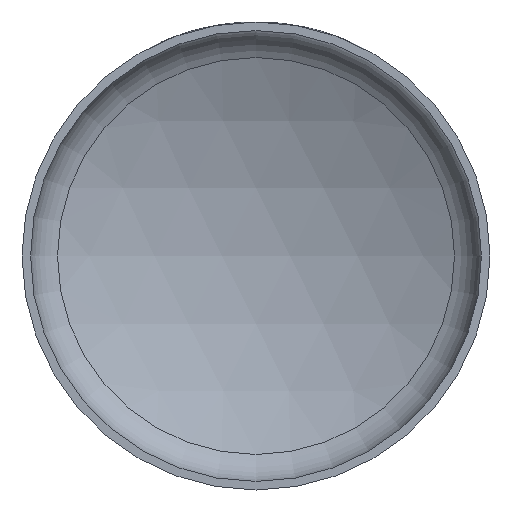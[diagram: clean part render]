
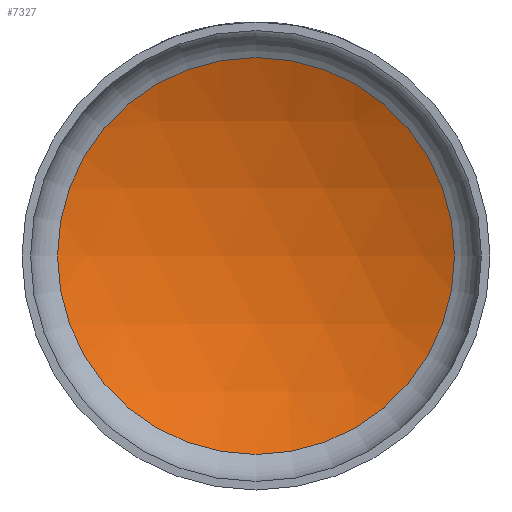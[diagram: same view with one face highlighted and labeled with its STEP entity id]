
A CAD part, front view. The second image highlights one B-rep face of the part: STEP entity #7327.
In plain terms, the highlighted spherical face has radius 273 mm.
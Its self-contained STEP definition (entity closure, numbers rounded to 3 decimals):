
#263 = VERTEX_POINT ( 'NONE', #4151 ) ;
#1254 = DIRECTION ( 'NONE',  ( 0., 0., 1. ) ) ;
#1276 = EDGE_LOOP ( 'NONE', ( #25837 ) ) ;
#3221 = AXIS2_PLACEMENT_3D ( 'NONE', #16422, #3854, #3762 ) ;
#3672 = FACE_OUTER_BOUND ( 'NONE', #1276, .T. ) ;
#3762 = DIRECTION ( 'NONE',  ( 0., 0., -1. ) ) ;
#3854 = DIRECTION ( 'NONE',  ( 0., -1., 0. ) ) ;
#4151 = CARTESIAN_POINT ( 'NONE',  ( 0., 43.723, -115.778 ) ) ;
#5410 = CARTESIAN_POINT ( 'NONE',  ( 0., -203.51, 0. ) ) ;
#7327 = ADVANCED_FACE ( 'NONE', ( #3672 ), #22202, .F. ) ;
#15181 = EDGE_CURVE ( 'NONE', #263, #263, #24968, .T. ) ;
#16422 = CARTESIAN_POINT ( 'NONE',  ( 0., 43.723, 0. ) ) ;
#17830 = DIRECTION ( 'NONE',  ( 1., 0., 0. ) ) ;
#21225 = AXIS2_PLACEMENT_3D ( 'NONE', #5410, #1254, #17830 ) ;
#22202 = SPHERICAL_SURFACE ( 'NONE', #21225, 273. ) ;
#24968 = CIRCLE ( 'NONE', #3221, 115.778 ) ;
#25837 = ORIENTED_EDGE ( 'NONE', *, *, #15181, .T. ) ;
